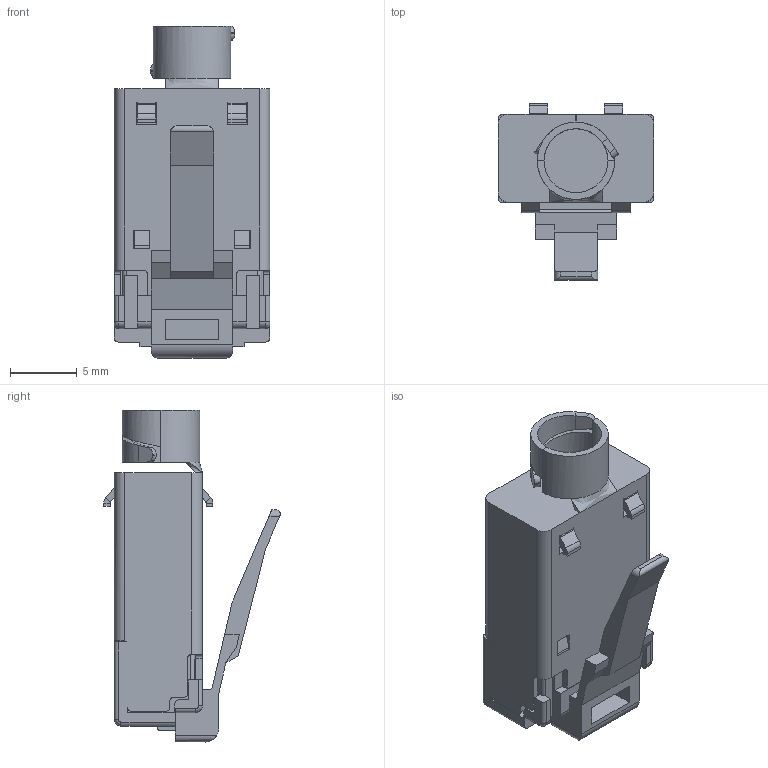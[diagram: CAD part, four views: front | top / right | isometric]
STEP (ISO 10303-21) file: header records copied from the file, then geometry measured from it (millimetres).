
FILE_DESCRIPTION (( 'STEP AP203' ), '1' );
FILE_NAME ('Customer-BB1873A02.STEP', '2020-05-26T09:02:23', ( '' ), ( '' ), 'SwSTEP 2.0', 'SolidWorks 2018', '' );
FILE_SCHEMA (( 'CONFIG_CONTROL_DESIGN' ));
Length unit declared in the file: millimetre
Products named in the file (1): Customer-BB1873A02
Bounding box: 11.68 x 13.24 x 24.89 mm (x, y, z)
Volume: 1508.5 mm3; surface area: 1456.5 mm2
Topology: 1 solids, 1 shells, 562 faces, 1513 edges, 960 vertices
Faces by surface type: plane 369, cylinder 165, bspline 28
Entity records: 17974 total; most frequent: CARTESIAN_POINT 3782, ORIENTED_EDGE 3026, DIRECTION 2883, EDGE_CURVE 1513, VECTOR 1117, LINE 1117, VERTEX_POINT 960, AXIS2_PLACEMENT_3D 883
